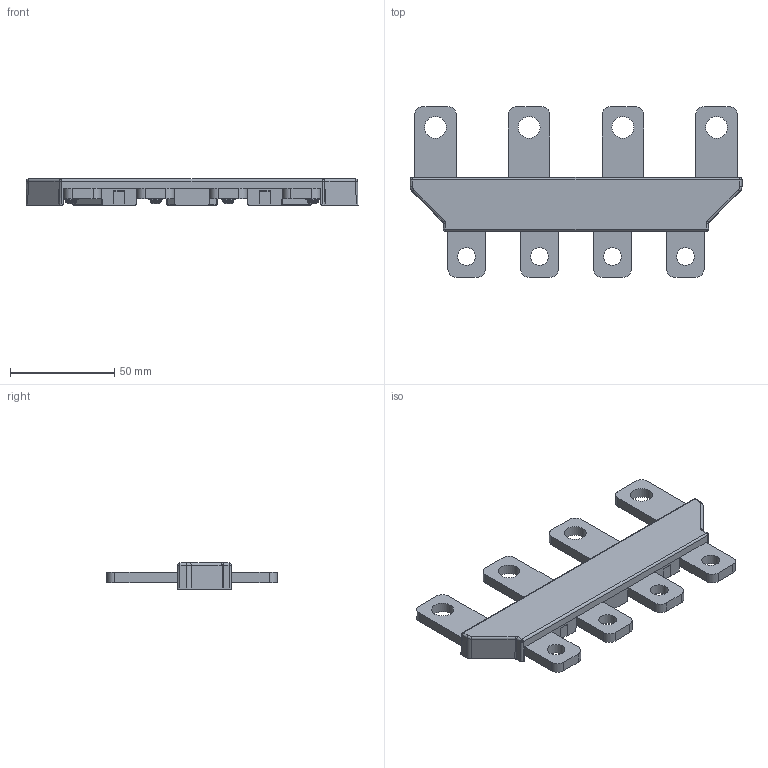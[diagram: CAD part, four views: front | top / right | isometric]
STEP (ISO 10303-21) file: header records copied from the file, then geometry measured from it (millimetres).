
FILE_DESCRIPTION(/* description */ (''),/* implementation_level */ '2;1');
FILE_NAME(/* name */ 'FILE_STP_CAD_DRAWING_3d_BFX3584_prt.stp',/* time_stamp */ '2022-09-07T13:43:32+02:00',/* author */ (''),/* organization */ (''),/* preprocessor_version */ 'ST-DEVELOPER v16.7',/* originating_system */ 'SIEMENS PLM Software NX 12.0',/* authorisation */ '');
FILE_SCHEMA (('AUTOMOTIVE_DESIGN { 1 0 10303 214 3 1 1 1 }'));
Length unit declared in the file: millimetre
Products named in the file (1): 3d_BFX3584
Bounding box: 159.4 x 82 x 12.5 mm (x, y, z)
Surface area: 31057.4 mm2 (no closed solid volume)
Topology: 0 solids, 13 shells, 374 faces, 1247 edges, 841 vertices
Faces by surface type: plane 174, cylinder 122, bspline 42, torus 16, sphere 12, cone 8
Full cylindrical faces by diameter (mm): 7 x4, 8.5 x4, 10.5 x4
Entity records: 14282 total; most frequent: CARTESIAN_POINT 3494, DIRECTION 2219, ORIENTED_EDGE 2148, EDGE_CURVE 1223, VERTEX_POINT 840, AXIS2_PLACEMENT_3D 782, LINE 655, VECTOR 655
